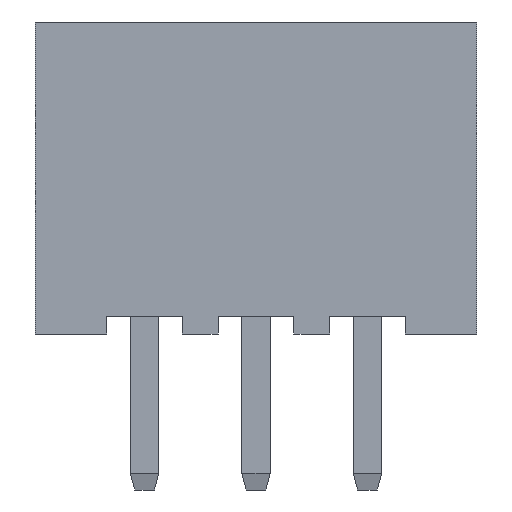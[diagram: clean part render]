
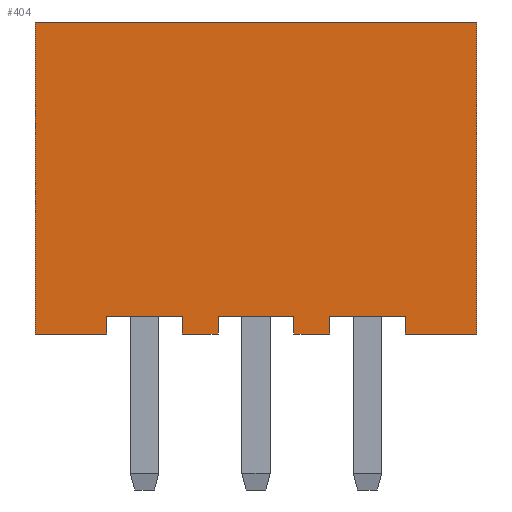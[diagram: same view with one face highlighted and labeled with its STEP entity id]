
A CAD part, front view. The second image highlights one B-rep face of the part: STEP entity #404.
In plain terms, the highlighted planar face has unit normal (0, -1, 0).
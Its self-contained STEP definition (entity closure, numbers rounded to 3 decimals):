
#404=ADVANCED_FACE('',(#1247),#1249,.T.);
#1247=FACE_BOUND('',#1248,.T.);
#1248=EDGE_LOOP('',(#1922,#1923,#1924,#1925,#1926,#1927,#1928,#1929,#1930,#1931,
#1932,#1933,#1934,#1935,#1936,#1937));
#1249=PLANE('',#1250);
#1250=AXIS2_PLACEMENT_3D('',#1251,#1252,#1253);
#1251=CARTESIAN_POINT('',(-1.25,-3.4,0.));
#1252=DIRECTION('',(0.,-1.,0.));
#1253=DIRECTION('',(1.,0.,0.));
#1922=ORIENTED_EDGE('',*,*,#2308,.T.);
#1923=ORIENTED_EDGE('',*,*,#2307,.T.);
#1924=ORIENTED_EDGE('',*,*,#2305,.T.);
#1925=ORIENTED_EDGE('',*,*,#2298,.T.);
#1926=ORIENTED_EDGE('',*,*,#2296,.T.);
#1927=ORIENTED_EDGE('',*,*,#2295,.T.);
#1928=ORIENTED_EDGE('',*,*,#2291,.T.);
#1929=ORIENTED_EDGE('',*,*,#2334,.F.);
#1930=ORIENTED_EDGE('',*,*,#2259,.F.);
#1931=ORIENTED_EDGE('',*,*,#2330,.F.);
#1932=ORIENTED_EDGE('',*,*,#2328,.T.);
#1933=ORIENTED_EDGE('',*,*,#2322,.T.);
#1934=ORIENTED_EDGE('',*,*,#2320,.T.);
#1935=ORIENTED_EDGE('',*,*,#2318,.T.);
#1936=ORIENTED_EDGE('',*,*,#2317,.T.);
#1937=ORIENTED_EDGE('',*,*,#2310,.T.);
#2259=EDGE_CURVE('',#2566,#2568,#2569,.T.);
#2291=EDGE_CURVE('',#2627,#2625,#2628,.T.);
#2295=EDGE_CURVE('',#2631,#2627,#2633,.T.);
#2296=EDGE_CURVE('',#2634,#2631,#2635,.F.);
#2298=EDGE_CURVE('',#2637,#2634,#2638,.T.);
#2305=EDGE_CURVE('',#2648,#2637,#2650,.F.);
#2307=EDGE_CURVE('',#2651,#2648,#2653,.T.);
#2308=EDGE_CURVE('',#2654,#2651,#2655,.F.);
#2310=EDGE_CURVE('',#2657,#2654,#2658,.T.);
#2317=EDGE_CURVE('',#2668,#2657,#2670,.F.);
#2318=EDGE_CURVE('',#2671,#2668,#2672,.T.);
#2320=EDGE_CURVE('',#2674,#2671,#2675,.F.);
#2322=EDGE_CURVE('',#2677,#2674,#2678,.T.);
#2328=EDGE_CURVE('',#2688,#2677,#2689,.F.);
#2330=EDGE_CURVE('',#2688,#2566,#2691,.T.);
#2334=EDGE_CURVE('',#2568,#2625,#2696,.T.);
#2566=VERTEX_POINT('',#3126);
#2568=VERTEX_POINT('',#3130);
#2569=LINE('',#3131,#3132);
#2625=VERTEX_POINT('',#3252);
#2627=VERTEX_POINT('',#3256);
#2628=LINE('',#3257,#3258);
#2631=VERTEX_POINT('',#3266);
#2633=LINE('',#3270,#3271);
#2634=VERTEX_POINT('',#3273);
#2635=LINE('',#3274,#3275);
#2637=VERTEX_POINT('',#3280);
#2638=LINE('',#3281,#3282);
#2648=VERTEX_POINT('',#3303);
#2650=LINE('',#3307,#3308);
#2651=VERTEX_POINT('',#3310);
#2653=LINE('',#3314,#3315);
#2654=VERTEX_POINT('',#3317);
#2655=LINE('',#3318,#3319);
#2657=VERTEX_POINT('',#3324);
#2658=LINE('',#3325,#3326);
#2668=VERTEX_POINT('',#3347);
#2670=LINE('',#3351,#3352);
#2671=VERTEX_POINT('',#3354);
#2672=LINE('',#3355,#3356);
#2674=VERTEX_POINT('',#3361);
#2675=LINE('',#3362,#3363);
#2677=VERTEX_POINT('',#3368);
#2678=LINE('',#3369,#3370);
#2688=VERTEX_POINT('',#3391);
#2689=LINE('',#3392,#3393);
#2691=LINE('',#3398,#3399);
#2696=LINE('',#3411,#3412);
#3126=CARTESIAN_POINT('',(-2.45,-3.4,0.));
#3130=CARTESIAN_POINT('',(-2.45,-3.4,7.));
#3131=CARTESIAN_POINT('',(-2.45,-3.4,0.));
#3132=VECTOR('',#3133,1.);
#3133=DIRECTION('',(0.,0.,1.));
#3252=CARTESIAN_POINT('',(7.45,-3.4,7.));
#3256=CARTESIAN_POINT('',(7.45,-3.4,0.));
#3257=CARTESIAN_POINT('',(7.45,-3.4,0.));
#3258=VECTOR('',#3259,1.);
#3259=DIRECTION('',(0.,0.,1.));
#3266=CARTESIAN_POINT('',(5.85,-3.4,0.));
#3270=CARTESIAN_POINT('',(5.85,-3.4,0.));
#3271=VECTOR('',#3272,1.);
#3272=DIRECTION('',(1.,0.,0.));
#3273=CARTESIAN_POINT('',(5.85,-3.4,0.4));
#3274=CARTESIAN_POINT('',(5.85,-3.4,0.));
#3275=VECTOR('',#3276,1.);
#3276=DIRECTION('',(0.,0.,1.));
#3280=CARTESIAN_POINT('',(4.15,-3.4,0.4));
#3281=CARTESIAN_POINT('',(4.15,-3.4,0.4));
#3282=VECTOR('',#3283,1.);
#3283=DIRECTION('',(1.,0.,0.));
#3303=CARTESIAN_POINT('',(4.15,-3.4,0.));
#3307=CARTESIAN_POINT('',(4.15,-3.4,0.4));
#3308=VECTOR('',#3309,1.);
#3309=DIRECTION('',(0.,0.,-1.));
#3310=CARTESIAN_POINT('',(3.35,-3.4,0.));
#3314=CARTESIAN_POINT('',(3.35,-3.4,0.));
#3315=VECTOR('',#3316,1.);
#3316=DIRECTION('',(1.,0.,0.));
#3317=CARTESIAN_POINT('',(3.35,-3.4,0.4));
#3318=CARTESIAN_POINT('',(3.35,-3.4,0.));
#3319=VECTOR('',#3320,1.);
#3320=DIRECTION('',(0.,0.,1.));
#3324=CARTESIAN_POINT('',(1.65,-3.4,0.4));
#3325=CARTESIAN_POINT('',(1.65,-3.4,0.4));
#3326=VECTOR('',#3327,1.);
#3327=DIRECTION('',(1.,0.,0.));
#3347=CARTESIAN_POINT('',(1.65,-3.4,0.));
#3351=CARTESIAN_POINT('',(1.65,-3.4,0.4));
#3352=VECTOR('',#3353,1.);
#3353=DIRECTION('',(0.,0.,-1.));
#3354=CARTESIAN_POINT('',(0.85,-3.4,0.));
#3355=CARTESIAN_POINT('',(0.85,-3.4,0.));
#3356=VECTOR('',#3357,1.);
#3357=DIRECTION('',(1.,0.,0.));
#3361=CARTESIAN_POINT('',(0.85,-3.4,0.4));
#3362=CARTESIAN_POINT('',(0.85,-3.4,0.));
#3363=VECTOR('',#3364,1.);
#3364=DIRECTION('',(0.,0.,1.));
#3368=CARTESIAN_POINT('',(-0.85,-3.4,0.4));
#3369=CARTESIAN_POINT('',(-0.85,-3.4,0.4));
#3370=VECTOR('',#3371,1.);
#3371=DIRECTION('',(1.,0.,0.));
#3391=CARTESIAN_POINT('',(-0.85,-3.4,0.));
#3392=CARTESIAN_POINT('',(-0.85,-3.4,0.4));
#3393=VECTOR('',#3394,1.);
#3394=DIRECTION('',(0.,0.,-1.));
#3398=CARTESIAN_POINT('',(-0.85,-3.4,0.));
#3399=VECTOR('',#3400,1.);
#3400=DIRECTION('',(-1.,0.,0.));
#3411=CARTESIAN_POINT('',(-2.45,-3.4,7.));
#3412=VECTOR('',#3413,1.);
#3413=DIRECTION('',(1.,0.,0.));
